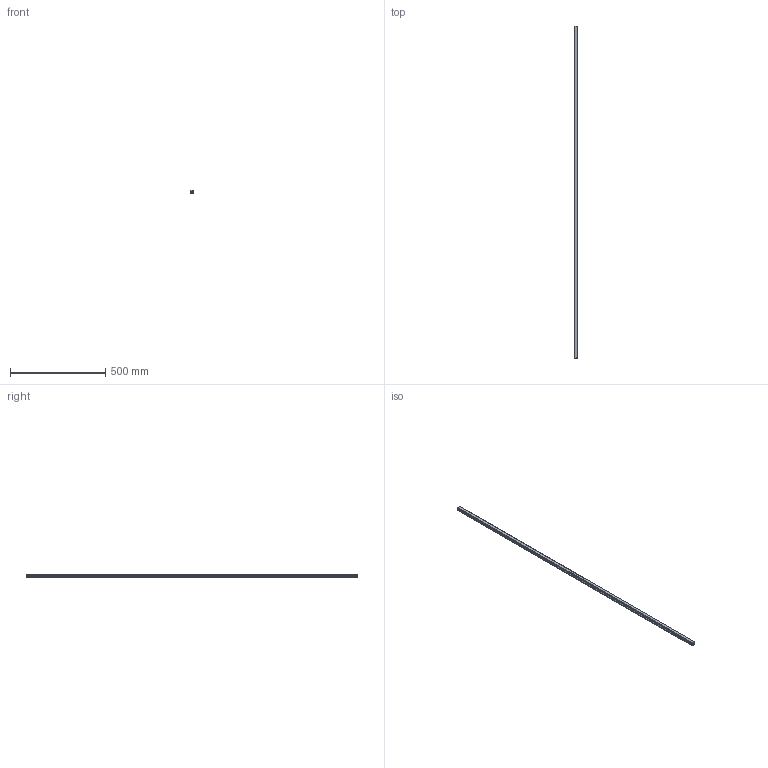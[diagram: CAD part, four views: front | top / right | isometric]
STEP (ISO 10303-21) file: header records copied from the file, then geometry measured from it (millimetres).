
FILE_DESCRIPTION(('STEP AP214'),'1');
FILE_NAME('cctmp_46B24214-9684-4964-8746-1A1E1BC87307_2021_01_22_13_25_16_0428..stp','2021-01-22T12:25:16',('HIWIN GmbH'),('CADClick - www.CADClick.com'),'Spatial InterOp 3D',' ','unknown authorization');
FILE_SCHEMA(('AUTOMOTIVE_DESIGN'));
Length unit declared in the file: millimetre
Products named in the file (1): HGR20T1740C_FILE
Bounding box: 20 x 1740 x 17.5 mm (x, y, z)
Volume: 513912.3 mm3; surface area: 138927.5 mm2
Topology: 1 solids, 1 shells, 223 faces, 593 edges, 347 vertices
Faces by surface type: plane 85, cylinder 80, cone 58
Entity records: 8265 total; most frequent: DIRECTION 1143, CARTESIAN_POINT 1106, ORIENTED_EDGE 1070, EDGE_CURVE 535, AXIS2_PLACEMENT_3D 384, LINE 375, VECTOR 375, VERTEX_POINT 347
